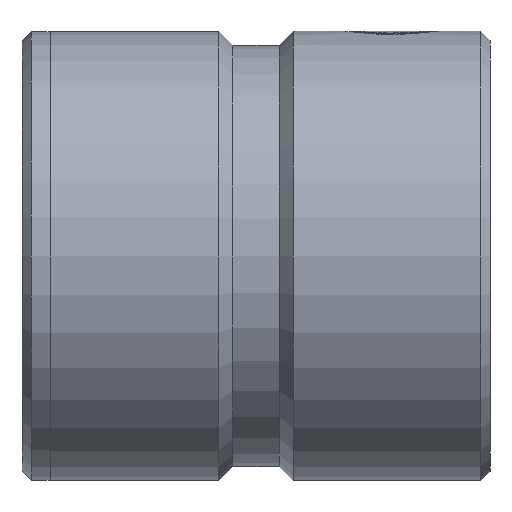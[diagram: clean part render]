
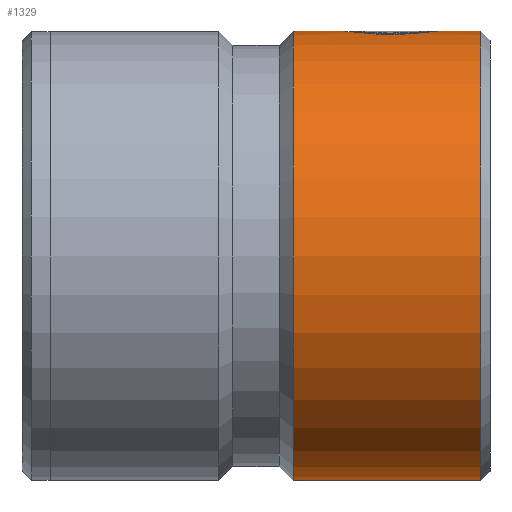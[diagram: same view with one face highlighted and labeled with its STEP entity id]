
A CAD part, left-side view. The second image highlights one B-rep face of the part: STEP entity #1329.
In plain terms, the highlighted cylindrical face has radius 24 mm (diameter 48 mm), a partial arc.
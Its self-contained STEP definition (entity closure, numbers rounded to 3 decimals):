
#6 = AXIS2_PLACEMENT_3D ( 'NONE', #1095, #315, #1222 ) ;
#33 = CARTESIAN_POINT ( 'NONE',  ( -1.103, 15.346, 23.976 ) ) ;
#86 = DIRECTION ( 'NONE',  ( 0., -1., 0. ) ) ;
#95 = CARTESIAN_POINT ( 'NONE',  ( -3.222, 7.716, 23.783 ) ) ;
#107 = CARTESIAN_POINT ( 'NONE',  ( -3.999, 10.238, 23.665 ) ) ;
#113 = VERTEX_POINT ( 'NONE', #145 ) ;
#145 = CARTESIAN_POINT ( 'NONE',  ( 0., 21., -24. ) ) ;
#149 = VERTEX_POINT ( 'NONE', #789 ) ;
#163 = CARTESIAN_POINT ( 'NONE',  ( -3.879, 11.705, 23.685 ) ) ;
#164 = ORIENTED_EDGE ( 'NONE', *, *, #1268, .T. ) ;
#166 = CARTESIAN_POINT ( 'NONE',  ( -0.284, 15.696, 24. ) ) ;
#183 = EDGE_CURVE ( 'NONE', #113, #766, #1074, .T. ) ;
#222 = CARTESIAN_POINT ( 'NONE',  ( -3.618, 8.513, 23.726 ) ) ;
#227 = ORIENTED_EDGE ( 'NONE', *, *, #1420, .F. ) ;
#246 = LINE ( 'NONE', #1117, #1190 ) ;
#281 = CARTESIAN_POINT ( 'NONE',  ( -3.618, 12.552, 23.726 ) ) ;
#292 = FACE_OUTER_BOUND ( 'NONE', #1128, .T. ) ;
#295 = ORIENTED_EDGE ( 'NONE', *, *, #183, .T. ) ;
#309 = CARTESIAN_POINT ( 'NONE',  ( 0., 0., 0. ) ) ;
#315 = DIRECTION ( 'NONE',  ( 0., -1., 0. ) ) ;
#332 = ORIENTED_EDGE ( 'NONE', *, *, #624, .T. ) ;
#334 = CARTESIAN_POINT ( 'NONE',  ( -0.561, 5.469, 23.995 ) ) ;
#335 = CARTESIAN_POINT ( 'NONE',  ( -3.999, 10.532, 23.665 ) ) ;
#341 = CARTESIAN_POINT ( 'NONE',  ( 0., 5.29, 24. ) ) ;
#358 = CARTESIAN_POINT ( 'NONE',  ( 0., 21., 24. ) ) ;
#366 = EDGE_CURVE ( 'NONE', #634, #1381, #1379, .T. ) ;
#378 = VERTEX_POINT ( 'NONE', #358 ) ;
#385 = CARTESIAN_POINT ( 'NONE',  ( -3.878, 9.355, 23.685 ) ) ;
#389 = VECTOR ( 'NONE', #413, 1000. ) ;
#413 = DIRECTION ( 'NONE',  ( 0., -1., 0. ) ) ;
#418 = CARTESIAN_POINT ( 'NONE',  ( -3.224, 13.344, 23.783 ) ) ;
#444 = DIRECTION ( 'NONE',  ( 0., -1., 0. ) ) ;
#470 = VERTEX_POINT ( 'NONE', #964 ) ;
#471 = CARTESIAN_POINT ( 'NONE',  ( -1.103, 5.717, 23.976 ) ) ;
#496 = AXIS2_PLACEMENT_3D ( 'NONE', #733, #1625, #862 ) ;
#545 = CARTESIAN_POINT ( 'NONE',  ( -2.706, 14.063, 23.848 ) ) ;
#578 = CARTESIAN_POINT ( 'NONE',  ( 0., 5.29, 24. ) ) ;
#605 = CARTESIAN_POINT ( 'NONE',  ( -1.847, 6.191, 23.93 ) ) ;
#611 = LINE ( 'NONE', #1456, #1254 ) ;
#624 = EDGE_CURVE ( 'NONE', #378, #113, #658, .T. ) ;
#634 = VERTEX_POINT ( 'NONE', #578 ) ;
#650 = CARTESIAN_POINT ( 'NONE',  ( -3.806, 9.069, 23.696 ) ) ;
#658 = CIRCLE ( 'NONE', #6, 24. ) ;
#676 = CARTESIAN_POINT ( 'NONE',  ( -3.999, 10.532, 23.665 ) ) ;
#681 = CARTESIAN_POINT ( 'NONE',  ( -2.081, 14.686, 23.911 ) ) ;
#733 = CARTESIAN_POINT ( 'NONE',  ( 0., 1., 0. ) ) ;
#734 = CARTESIAN_POINT ( 'NONE',  ( -2.51, 6.783, 23.869 ) ) ;
#766 = VERTEX_POINT ( 'NONE', #1548 ) ;
#789 = CARTESIAN_POINT ( 'NONE',  ( 0., 15.774, 24. ) ) ;
#805 = CARTESIAN_POINT ( 'NONE',  ( -1.359, 15.202, 23.963 ) ) ;
#825 = DIRECTION ( 'NONE',  ( 0., 0., -1. ) ) ;
#862 = DIRECTION ( 'NONE',  ( 0., 0., -1. ) ) ;
#863 = CARTESIAN_POINT ( 'NONE',  ( -3.063, 7.469, 23.804 ) ) ;
#864 = ORIENTED_EDGE ( 'NONE', *, *, #965, .F. ) ;
#877 = CARTESIAN_POINT ( 'NONE',  ( -3.974, 9.941, 23.669 ) ) ;
#934 = CARTESIAN_POINT ( 'NONE',  ( -3.975, 11.12, 23.669 ) ) ;
#939 = CARTESIAN_POINT ( 'NONE',  ( -0.567, 15.593, 23.995 ) ) ;
#946 = CYLINDRICAL_SURFACE ( 'NONE', #1249, 24. ) ;
#957 = ORIENTED_EDGE ( 'NONE', *, *, #1088, .F. ) ;
#964 = CARTESIAN_POINT ( 'NONE',  ( 0., 1., 24. ) ) ;
#965 = EDGE_CURVE ( 'NONE', #470, #766, #1571, .T. ) ;
#1001 = CARTESIAN_POINT ( 'NONE',  ( -3.501, 8.24, 23.744 ) ) ;
#1011 = CARTESIAN_POINT ( 'NONE',  ( -3.999, 10.532, 23.665 ) ) ;
#1058 = CARTESIAN_POINT ( 'NONE',  ( -3.999, 10.826, 23.665 ) ) ;
#1063 = CARTESIAN_POINT ( 'NONE',  ( -3.806, 11.995, 23.696 ) ) ;
#1066 = CARTESIAN_POINT ( 'NONE',  ( 0., 15.774, 24. ) ) ;
#1074 = LINE ( 'NONE', #1436, #389 ) ;
#1088 = EDGE_CURVE ( 'NONE', #378, #149, #246, .T. ) ;
#1095 = CARTESIAN_POINT ( 'NONE',  ( 0., 21., 0. ) ) ;
#1117 = CARTESIAN_POINT ( 'NONE',  ( 0., 0., 24. ) ) ;
#1128 = EDGE_LOOP ( 'NONE', ( #957, #332, #295, #864, #227, #1532, #164 ) ) ;
#1159 = B_SPLINE_CURVE_WITH_KNOTS ( 'NONE', 3,
 ( #676, #1058, #934, #163, #1063, #281, #1192, #418, #1315, #545, #1440, #681, #1567, #805, #33, #939, #166, #1066 ),
 .UNSPECIFIED., .F., .F.,
 ( 4, 2, 2, 2, 2, 2, 2, 2, 4 ),
 ( 0.008, 0.009, 0.01, 0.011, 0.011, 0.012, 0.013, 0.014, 0.015 ),
 .UNSPECIFIED. ) ;
#1190 = VECTOR ( 'NONE', #86, 1000. ) ;
#1192 = CARTESIAN_POINT ( 'NONE',  ( -3.502, 12.822, 23.744 ) ) ;
#1222 = DIRECTION ( 'NONE',  ( 0., 0., -1. ) ) ;
#1249 = AXIS2_PLACEMENT_3D ( 'NONE', #309, #444, #825 ) ;
#1254 = VECTOR ( 'NONE', #1585, 1000. ) ;
#1268 = EDGE_CURVE ( 'NONE', #1381, #149, #1159, .T. ) ;
#1315 = CARTESIAN_POINT ( 'NONE',  ( -3.063, 13.595, 23.804 ) ) ;
#1329 = ADVANCED_FACE ( 'NONE', ( #292 ), #946, .T. ) ;
#1372 = CARTESIAN_POINT ( 'NONE',  ( -1.36, 5.862, 23.963 ) ) ;
#1379 = B_SPLINE_CURVE_WITH_KNOTS ( 'NONE', 3,
 ( #341, #1491, #334, #471, #1372, #605, #1497, #734, #1627, #863, #95, #1001, #222, #650, #385, #877, #107, #1011 ),
 .UNSPECIFIED., .F., .F.,
 ( 4, 2, 2, 2, 2, 2, 2, 2, 4 ),
 ( 0.001, 0.002, 0.003, 0.004, 0.004, 0.005, 0.006, 0.007, 0.008 ),
 .UNSPECIFIED. ) ;
#1381 = VERTEX_POINT ( 'NONE', #335 ) ;
#1420 = EDGE_CURVE ( 'NONE', #634, #470, #611, .T. ) ;
#1436 = CARTESIAN_POINT ( 'NONE',  ( 0., 0., -24. ) ) ;
#1440 = CARTESIAN_POINT ( 'NONE',  ( -2.51, 14.281, 23.869 ) ) ;
#1456 = CARTESIAN_POINT ( 'NONE',  ( 0., 0., 24. ) ) ;
#1491 = CARTESIAN_POINT ( 'NONE',  ( -0.284, 5.368, 24. ) ) ;
#1497 = CARTESIAN_POINT ( 'NONE',  ( -2.077, 6.375, 23.911 ) ) ;
#1532 = ORIENTED_EDGE ( 'NONE', *, *, #366, .T. ) ;
#1548 = CARTESIAN_POINT ( 'NONE',  ( 0., 1., -24. ) ) ;
#1567 = CARTESIAN_POINT ( 'NONE',  ( -1.847, 14.873, 23.93 ) ) ;
#1571 = CIRCLE ( 'NONE', #496, 24. ) ;
#1585 = DIRECTION ( 'NONE',  ( 0., -1., 0. ) ) ;
#1625 = DIRECTION ( 'NONE',  ( 0., -1., 0. ) ) ;
#1627 = CARTESIAN_POINT ( 'NONE',  ( -2.707, 7.002, 23.848 ) ) ;
